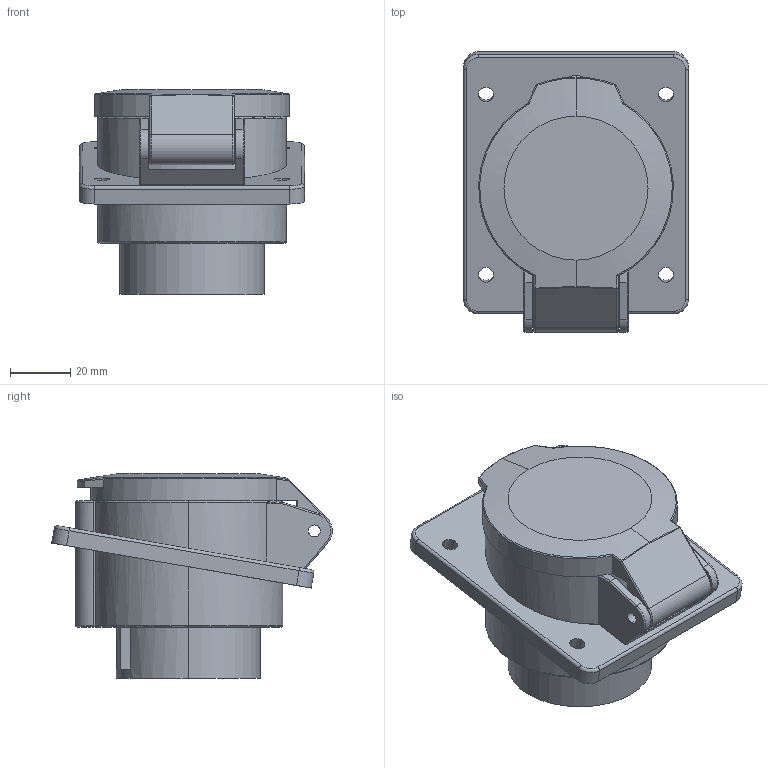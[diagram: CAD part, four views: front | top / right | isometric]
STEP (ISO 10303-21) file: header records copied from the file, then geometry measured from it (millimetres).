
FILE_DESCRIPTION (( 'STEP AP214' ), '1' );
FILE_NAME ('Ñáîðêà 413-16.STEP', '2018-09-04T07:19:41', ( '' ), ( '' ), 'SwSTEP 2.0', 'SolidWorks 2017', '' );
FILE_SCHEMA (( 'AUTOMOTIVE_DESIGN' ));
Length unit declared in the file: millimetre
Products named in the file (3): 扻豵鵨 413; Êðûøêà 415, 414, 413; 栖闉罻 413-16
Assembly tree (2 placements, depth 2):
  栖闉罻 413-16
    扻豵鵨 413
    Êðûøêà 415, 414, 413
Bounding box: 75 x 93.49 x 68 mm (x, y, z)
Volume: 280170.6 mm3; surface area: 104437 mm2
Topology: 5 solids, 5 shells, 456 faces, 1159 edges, 732 vertices
Faces by surface type: plane 203, cylinder 159, torus 65, cone 22, bspline 5, sphere 2
Entity records: 16848 total; most frequent: CARTESIAN_POINT 2758, DIRECTION 2466, ORIENTED_EDGE 2314, EDGE_CURVE 1157, AXIS2_PLACEMENT_3D 920, VERTEX_POINT 732, LINE 626, VECTOR 626
